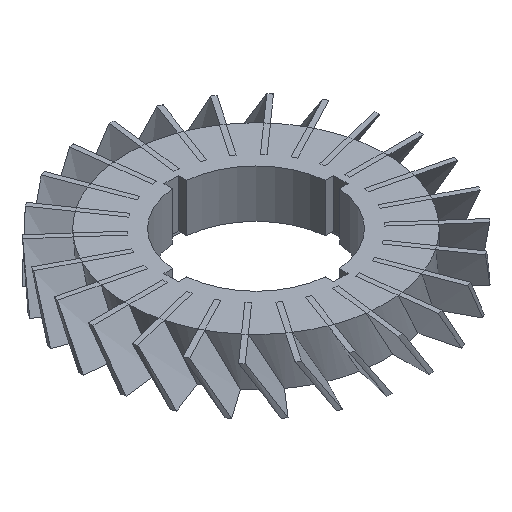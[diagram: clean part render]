
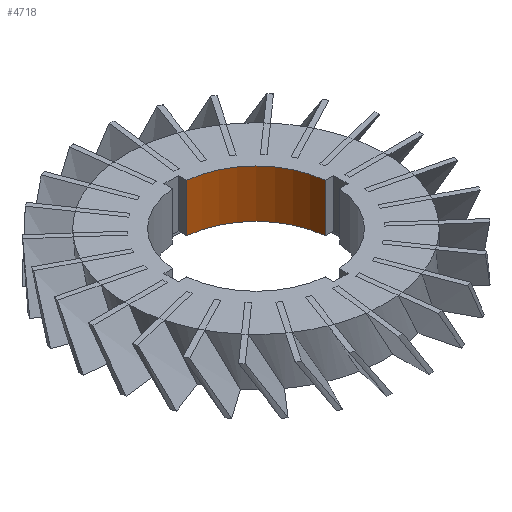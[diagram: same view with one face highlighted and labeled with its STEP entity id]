
A CAD part, isometric view. The second image highlights one B-rep face of the part: STEP entity #4718.
In plain terms, the highlighted cylindrical face has radius 16 mm (diameter 32 mm), a partial arc.
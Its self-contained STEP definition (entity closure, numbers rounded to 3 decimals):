
#1736 = EDGE_CURVE('',#1737,#1739,#1741,.T.);
#1737 = VERTEX_POINT('',#1738);
#1738 = CARTESIAN_POINT('',(15.93,1.5,10.));
#1739 = VERTEX_POINT('',#1740);
#1740 = CARTESIAN_POINT('',(1.5,15.93,10.));
#1741 = CIRCLE('',#1742,16.);
#1742 = AXIS2_PLACEMENT_3D('',#1743,#1744,#1745);
#1743 = CARTESIAN_POINT('',(0.,0.,10.));
#1744 = DIRECTION('',(0.,0.,1.));
#1745 = DIRECTION('',(1.,0.,0.));
#4718 = ADVANCED_FACE('',(#4719),#4745,.F.);
#4719 = FACE_BOUND('',#4720,.T.);
#4720 = EDGE_LOOP('',(#4721,#4732,#4738,#4739));
#4721 = ORIENTED_EDGE('',*,*,#4722,.F.);
#4722 = EDGE_CURVE('',#4723,#4725,#4727,.T.);
#4723 = VERTEX_POINT('',#4724);
#4724 = CARTESIAN_POINT('',(15.93,1.5,0.));
#4725 = VERTEX_POINT('',#4726);
#4726 = CARTESIAN_POINT('',(1.5,15.93,0.));
#4727 = CIRCLE('',#4728,16.);
#4728 = AXIS2_PLACEMENT_3D('',#4729,#4730,#4731);
#4729 = CARTESIAN_POINT('',(0.,0.,0.));
#4730 = DIRECTION('',(0.,0.,1.));
#4731 = DIRECTION('',(1.,0.,0.));
#4732 = ORIENTED_EDGE('',*,*,#4733,.F.);
#4733 = EDGE_CURVE('',#1737,#4723,#4734,.T.);
#4734 = LINE('',#4735,#4736);
#4735 = CARTESIAN_POINT('',(15.93,1.5,0.));
#4736 = VECTOR('',#4737,1.);
#4737 = DIRECTION('',(-0.,-0.,-1.));
#4738 = ORIENTED_EDGE('',*,*,#1736,.T.);
#4739 = ORIENTED_EDGE('',*,*,#4740,.T.);
#4740 = EDGE_CURVE('',#1739,#4725,#4741,.T.);
#4741 = LINE('',#4742,#4743);
#4742 = CARTESIAN_POINT('',(1.5,15.93,0.));
#4743 = VECTOR('',#4744,1.);
#4744 = DIRECTION('',(-0.,-0.,-1.));
#4745 = CYLINDRICAL_SURFACE('',#4746,16.);
#4746 = AXIS2_PLACEMENT_3D('',#4747,#4748,#4749);
#4747 = CARTESIAN_POINT('',(0.,0.,0.));
#4748 = DIRECTION('',(-0.,-0.,-1.));
#4749 = DIRECTION('',(1.,0.,0.));
